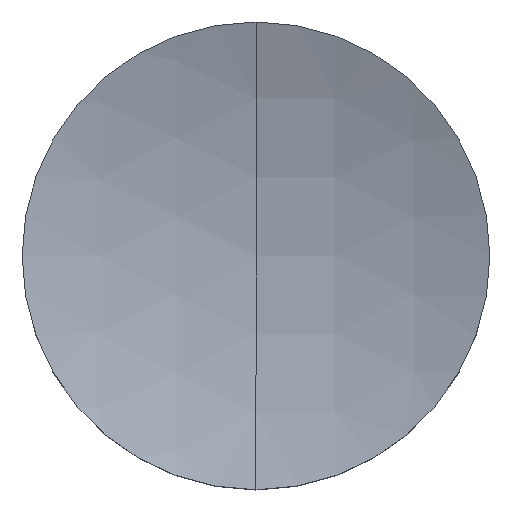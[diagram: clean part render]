
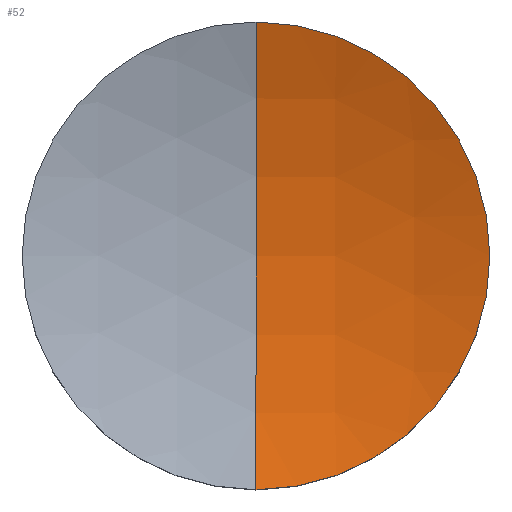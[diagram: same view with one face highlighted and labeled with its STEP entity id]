
A CAD part, top view. The second image highlights one B-rep face of the part: STEP entity #52.
In plain terms, the highlighted spherical face has radius 13.89 mm.
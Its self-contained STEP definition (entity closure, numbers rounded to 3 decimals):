
#3 = VERTEX_POINT ( 'NONE', #66 ) ;
#24 = ORIENTED_EDGE ( 'NONE', *, *, #31, .T. ) ;
#25 = EDGE_CURVE ( 'NONE', #37, #3, #77, .T. ) ;
#26 = ORIENTED_EDGE ( 'NONE', *, *, #25, .F. ) ;
#31 = EDGE_CURVE ( 'NONE', #39, #41, #144, .T. ) ;
#35 = ORIENTED_EDGE ( 'NONE', *, *, #40, .T. ) ;
#37 = VERTEX_POINT ( 'NONE', #137 ) ;
#38 = ORIENTED_EDGE ( 'NONE', *, *, #46, .T. ) ;
#39 = VERTEX_POINT ( 'NONE', #140 ) ;
#40 = EDGE_CURVE ( 'NONE', #41, #3, #134, .T. ) ;
#41 = VERTEX_POINT ( 'NONE', #154 ) ;
#46 = EDGE_CURVE ( 'NONE', #37, #39, #169, .T. ) ;
#50 = EDGE_LOOP ( 'NONE', ( #26, #38, #24, #35 ) ) ;
#52 = ADVANCED_FACE ( 'NONE', ( #240 ), #241, .F. ) ;
#66 = CARTESIAN_POINT ( 'NONE',  ( 0., 4.5, 1.375 ) ) ;
#73 = DIRECTION ( 'NONE',  ( 0., 0., -1. ) ) ;
#74 = DIRECTION ( 'NONE',  ( 1., 0., 0. ) ) ;
#75 = CARTESIAN_POINT ( 'NONE',  ( 0., 0., 14.515 ) ) ;
#76 = AXIS2_PLACEMENT_3D ( 'NONE', #75, #74, #73 ) ;
#77 = CIRCLE ( 'NONE', #76, 13.89 ) ;
#122 = CARTESIAN_POINT ( 'NONE',  ( 0., 0., 1.375 ) ) ;
#127 = DIRECTION ( 'NONE',  ( 1., 0., 0. ) ) ;
#133 = AXIS2_PLACEMENT_3D ( 'NONE', #157, #156, #155 ) ;
#134 = CIRCLE ( 'NONE', #133, 4.5 ) ;
#137 = CARTESIAN_POINT ( 'NONE',  ( 0., 0., 0.625 ) ) ;
#140 = CARTESIAN_POINT ( 'NONE',  ( 0., -4.5, 1.375 ) ) ;
#142 = DIRECTION ( 'NONE',  ( 0., 0., 1. ) ) ;
#143 = AXIS2_PLACEMENT_3D ( 'NONE', #122, #142, #127 ) ;
#144 = CIRCLE ( 'NONE', #143, 4.5 ) ;
#154 = CARTESIAN_POINT ( 'NONE',  ( 4.5, 0., 1.375 ) ) ;
#155 = DIRECTION ( 'NONE',  ( 1., 0., 0. ) ) ;
#156 = DIRECTION ( 'NONE',  ( 0., 0., 1. ) ) ;
#157 = CARTESIAN_POINT ( 'NONE',  ( 0., 0., 1.375 ) ) ;
#169 = CIRCLE ( 'NONE', #176, 13.89 ) ;
#173 = DIRECTION ( 'NONE',  ( 0., -1., 0. ) ) ;
#174 = DIRECTION ( 'NONE',  ( -1., 0., 0. ) ) ;
#175 = CARTESIAN_POINT ( 'NONE',  ( 0., 0., 14.515 ) ) ;
#176 = AXIS2_PLACEMENT_3D ( 'NONE', #175, #174, #173 ) ;
#240 = FACE_OUTER_BOUND ( 'NONE', #50, .T. ) ;
#241 = SPHERICAL_SURFACE ( 'NONE', #248, 13.89 ) ;
#245 = DIRECTION ( 'NONE',  ( 0., 1., 0. ) ) ;
#246 = DIRECTION ( 'NONE',  ( -1., 0., 0. ) ) ;
#247 = CARTESIAN_POINT ( 'NONE',  ( 0., 0., 14.515 ) ) ;
#248 = AXIS2_PLACEMENT_3D ( 'NONE', #247, #246, #245 ) ;
